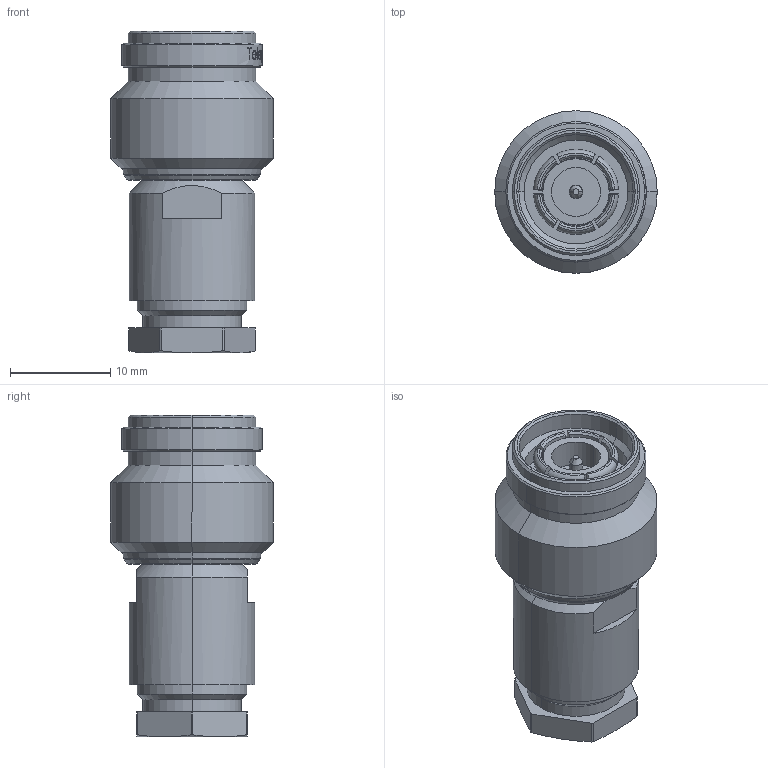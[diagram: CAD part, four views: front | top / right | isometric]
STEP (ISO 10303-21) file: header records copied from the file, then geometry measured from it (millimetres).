
FILE_DESCRIPTION (( 'STEP AP214' ), '1' );
FILE_NAME ('J01010A2611.STEP', '2019-07-04T13:46:54', ( '' ), ( '' ), 'SwSTEP 2.0', 'SolidWorks 2018', '' );
FILE_SCHEMA (( 'AUTOMOTIVE_DESIGN' ));
Length unit declared in the file: millimetre
Products named in the file (1): J01010A2611
Bounding box: 16.2 x 16.2 x 32.1 mm (x, y, z)
Volume: 4148.2 mm3; surface area: 2247.2 mm2
Topology: 1 solids, 1 shells, 305 faces, 762 edges, 492 vertices
Faces by surface type: plane 99, bspline 83, cylinder 67, cone 46, torus 10
Entity records: 17978 total; most frequent: CARTESIAN_POINT 8072, ORIENTED_EDGE 1524, DIRECTION 1083, EDGE_CURVE 762, VERTEX_POINT 492, AXIS2_PLACEMENT_3D 421, EDGE_LOOP 338, B_SPLINE_CURVE_WITH_KNOTS 309
